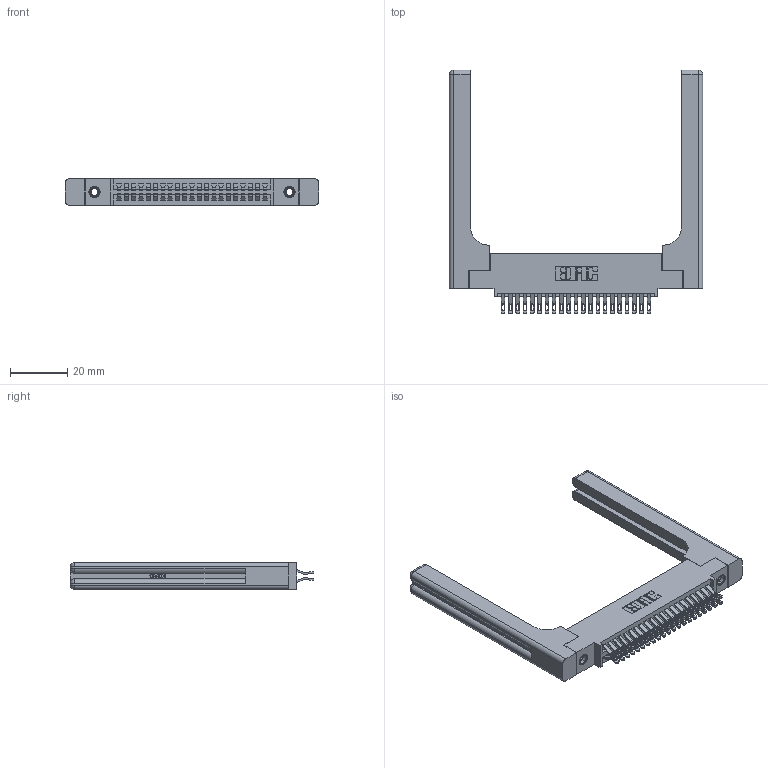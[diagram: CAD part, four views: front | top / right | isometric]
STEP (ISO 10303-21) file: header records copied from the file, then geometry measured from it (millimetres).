
FILE_DESCRIPTION (( 'STEP AP203' ), '1' );
FILE_NAME ('395-042-555-558.STEP', '2019-10-18T07:32:12', ( '' ), ( '' ), 'SwSTEP 2.0', 'SolidWorks 2016', '' );
FILE_SCHEMA (( 'CONFIG_CONTROL_DESIGN' ));
Length unit declared in the file: inch
Products named in the file (5): 345 Part_0.110 Offset - 0.156 Dia-TH; 345-292-001_555 Tail; 345-250-001_345-250-001-102; 345-220-058_345-220-058; 395-042-555-558
Assembly tree (47 placements, depth 2):
  395-042-555-558
    345 Part_0.110 Offset - 0.156 Dia-TH
    345-292-001_555 Tail  x42
    345-250-001_345-250-001-102  x2
    345-220-058_345-220-058  x2
Bounding box: 88.37 x 84.89 x 9.4 mm (x, y, z)
Volume: 16912.7 mm3; surface area: 17640.8 mm2
Topology: 47 solids, 47 shells, 2738 faces, 8453 edges, 5614 vertices
Faces by surface type: plane 1534, cylinder 1144, bspline 36, cone 12, sphere 8, torus 4
Entity records: 24944 total; most frequent: CARTESIAN_POINT 5231, ORIENTED_EDGE 3932, DIRECTION 3538, EDGE_CURVE 1966, VECTOR 1638, LINE 1638, VERTEX_POINT 1302, AXIS2_PLACEMENT_3D 950
